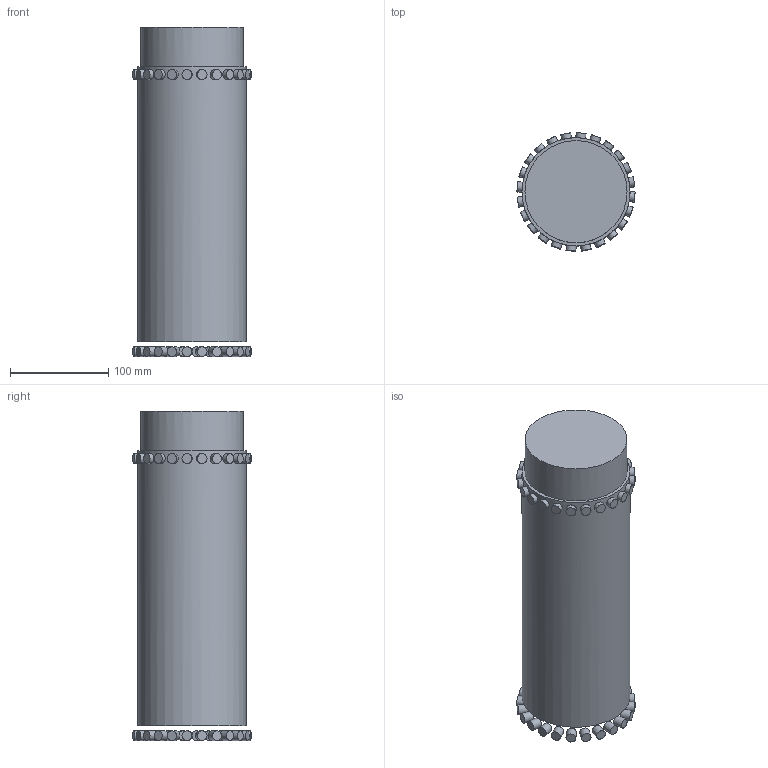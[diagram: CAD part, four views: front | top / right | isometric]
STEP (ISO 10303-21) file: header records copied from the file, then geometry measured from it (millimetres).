
FILE_DESCRIPTION(('FreeCAD Model'),'2;1');
FILE_NAME('Open CASCADE Shape Model','2024-09-04T12:59:52',(''),(''), 'Open CASCADE STEP processor 7.6','FreeCAD','Unknown');
FILE_SCHEMA(('AUTOMOTIVE_DESIGN { 1 0 10303 214 1 1 1 1 }'));
Length unit declared in the file: millimetre
Products named in the file (30): scrubberTube; cylinder; cylinder001; cylinder002; cylinder003; cylinder004; cylinder005; cylinder006; cylinder007; cylinder008; cylinder009; cylinder010; cylinder011; cylinder012; cylinder013; cylinder014; cylinder015; cylinder016; cylinder017; cylinder018; cylinder019; cylinder020; cylinder021; cylinder022; cylinder023; cylinder024; cylinder025; Group; difference; union
Assembly tree (29 placements, depth 2):
  scrubberTube
    cylinder
    cylinder001
    cylinder002
    cylinder003
    cylinder004
    cylinder005
    cylinder006
    cylinder007
    cylinder008
    cylinder009
    cylinder010
    cylinder011
    cylinder012
    cylinder013
    cylinder014
    cylinder015
    cylinder016
    cylinder017
    cylinder018
    cylinder019
    cylinder020
    cylinder021
    cylinder022
    cylinder023
    cylinder024
    cylinder025
    Group
    difference
    union
Bounding box: 120.41 x 120.41 x 335 mm (x, y, z)
Surface area: 573732.8 mm2
Topology: 52 solids, 52 shells, 230 faces, 312 edges, 208 vertices
Faces by surface type: plane 129, cylinder 101
Full cylindrical faces by diameter (mm): 10 x96, 104 x3, 110 x2
Entity records: 11057 total; most frequent: CARTESIAN_POINT 6142, DIRECTION 884, ORIENTED_EDGE 624, AXIS2_PLACEMENT_3D 390, EDGE_CURVE 312, FACE_BOUND 300, EDGE_LOOP 300, ADVANCED_FACE 230
